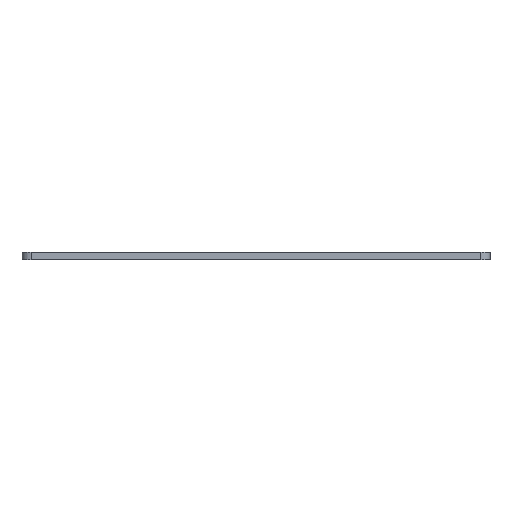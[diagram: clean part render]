
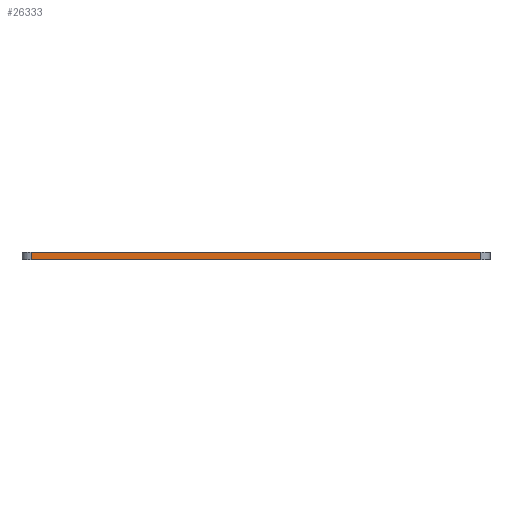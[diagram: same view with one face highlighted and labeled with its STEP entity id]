
A CAD part, left-side view. The second image highlights one B-rep face of the part: STEP entity #26333.
In plain terms, the highlighted planar face has unit normal (-1, 0, 0).
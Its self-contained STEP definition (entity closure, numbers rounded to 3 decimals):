
#55 = CYLINDRICAL_SURFACE('',#56,2.);
#56 = AXIS2_PLACEMENT_3D('',#57,#58,#59);
#57 = CARTESIAN_POINT('',(-47.5,47.5,0.));
#58 = DIRECTION('',(-0.,-0.,-1.));
#59 = DIRECTION('',(1.,0.,-0.));
#83 = PLANE('',#84);
#84 = AXIS2_PLACEMENT_3D('',#85,#86,#87);
#85 = CARTESIAN_POINT('',(0.,0.,1.6));
#86 = DIRECTION('',(-0.,-0.,-1.));
#87 = DIRECTION('',(-1.,0.,0.));
#137 = PLANE('',#138);
#138 = AXIS2_PLACEMENT_3D('',#139,#140,#141);
#139 = CARTESIAN_POINT('',(0.,0.,0.));
#140 = DIRECTION('',(-0.,-0.,-1.));
#141 = DIRECTION('',(-1.,0.,0.));
#154 = VERTEX_POINT('',#155);
#155 = CARTESIAN_POINT('',(-49.5,47.5,1.6));
#181 = EDGE_CURVE('',#182,#154,#184,.T.);
#182 = VERTEX_POINT('',#183);
#183 = CARTESIAN_POINT('',(-49.5,47.5,0.));
#184 = SURFACE_CURVE('',#185,(#189,#196),.PCURVE_S1.);
#185 = LINE('',#186,#187);
#186 = CARTESIAN_POINT('',(-49.5,47.5,0.));
#187 = VECTOR('',#188,1.);
#188 = DIRECTION('',(0.,0.,1.));
#189 = PCURVE('',#55,#190);
#190 = DEFINITIONAL_REPRESENTATION('',(#191),#195);
#191 = LINE('',#192,#193);
#192 = CARTESIAN_POINT('',(-3.142,0.));
#193 = VECTOR('',#194,1.);
#194 = DIRECTION('',(-0.,-1.));
#195 = ( GEOMETRIC_REPRESENTATION_CONTEXT(2) 
PARAMETRIC_REPRESENTATION_CONTEXT() REPRESENTATION_CONTEXT('2D SPACE',''
  ) );
#196 = PCURVE('',#197,#202);
#197 = PLANE('',#198);
#198 = AXIS2_PLACEMENT_3D('',#199,#200,#201);
#199 = CARTESIAN_POINT('',(-49.5,-47.5,0.));
#200 = DIRECTION('',(-1.,0.,0.));
#201 = DIRECTION('',(0.,1.,0.));
#202 = DEFINITIONAL_REPRESENTATION('',(#203),#207);
#203 = LINE('',#204,#205);
#204 = CARTESIAN_POINT('',(95.,0.));
#205 = VECTOR('',#206,1.);
#206 = DIRECTION('',(0.,-1.));
#207 = ( GEOMETRIC_REPRESENTATION_CONTEXT(2) 
PARAMETRIC_REPRESENTATION_CONTEXT() REPRESENTATION_CONTEXT('2D SPACE',''
  ) );
#411 = VERTEX_POINT('',#412);
#412 = CARTESIAN_POINT('',(-49.5,-47.5,0.));
#431 = CYLINDRICAL_SURFACE('',#432,2.);
#432 = AXIS2_PLACEMENT_3D('',#433,#434,#435);
#433 = CARTESIAN_POINT('',(-47.5,-47.5,0.));
#434 = DIRECTION('',(-0.,-0.,-1.));
#435 = DIRECTION('',(1.,0.,-0.));
#443 = EDGE_CURVE('',#411,#182,#444,.T.);
#444 = SURFACE_CURVE('',#445,(#449,#456),.PCURVE_S1.);
#445 = LINE('',#446,#447);
#446 = CARTESIAN_POINT('',(-49.5,-47.5,0.));
#447 = VECTOR('',#448,1.);
#448 = DIRECTION('',(0.,1.,0.));
#449 = PCURVE('',#137,#450);
#450 = DEFINITIONAL_REPRESENTATION('',(#451),#455);
#451 = LINE('',#452,#453);
#452 = CARTESIAN_POINT('',(49.5,-47.5));
#453 = VECTOR('',#454,1.);
#454 = DIRECTION('',(0.,1.));
#455 = ( GEOMETRIC_REPRESENTATION_CONTEXT(2) 
PARAMETRIC_REPRESENTATION_CONTEXT() REPRESENTATION_CONTEXT('2D SPACE',''
  ) );
#456 = PCURVE('',#197,#457);
#457 = DEFINITIONAL_REPRESENTATION('',(#458),#462);
#458 = LINE('',#459,#460);
#459 = CARTESIAN_POINT('',(0.,0.));
#460 = VECTOR('',#461,1.);
#461 = DIRECTION('',(1.,0.));
#462 = ( GEOMETRIC_REPRESENTATION_CONTEXT(2) 
PARAMETRIC_REPRESENTATION_CONTEXT() REPRESENTATION_CONTEXT('2D SPACE',''
  ) );
#14405 = VERTEX_POINT('',#14406);
#14406 = CARTESIAN_POINT('',(-49.5,-47.5,1.6));
#14432 = EDGE_CURVE('',#14405,#154,#14433,.T.);
#14433 = SURFACE_CURVE('',#14434,(#14438,#14445),.PCURVE_S1.);
#14434 = LINE('',#14435,#14436);
#14435 = CARTESIAN_POINT('',(-49.5,-47.5,1.6));
#14436 = VECTOR('',#14437,1.);
#14437 = DIRECTION('',(0.,1.,0.));
#14438 = PCURVE('',#83,#14439);
#14439 = DEFINITIONAL_REPRESENTATION('',(#14440),#14444);
#14440 = LINE('',#14441,#14442);
#14441 = CARTESIAN_POINT('',(49.5,-47.5));
#14442 = VECTOR('',#14443,1.);
#14443 = DIRECTION('',(0.,1.));
#14444 = ( GEOMETRIC_REPRESENTATION_CONTEXT(2) 
PARAMETRIC_REPRESENTATION_CONTEXT() REPRESENTATION_CONTEXT('2D SPACE',''
  ) );
#14445 = PCURVE('',#197,#14446);
#14446 = DEFINITIONAL_REPRESENTATION('',(#14447),#14451);
#14447 = LINE('',#14448,#14449);
#14448 = CARTESIAN_POINT('',(0.,-1.6));
#14449 = VECTOR('',#14450,1.);
#14450 = DIRECTION('',(1.,0.));
#14451 = ( GEOMETRIC_REPRESENTATION_CONTEXT(2) 
PARAMETRIC_REPRESENTATION_CONTEXT() REPRESENTATION_CONTEXT('2D SPACE',''
  ) );
#26333 = ADVANCED_FACE('',(#26334),#197,.T.);
#26334 = FACE_BOUND('',#26335,.T.);
#26335 = EDGE_LOOP('',(#26336,#26357,#26358,#26359));
#26336 = ORIENTED_EDGE('',*,*,#26337,.T.);
#26337 = EDGE_CURVE('',#411,#14405,#26338,.T.);
#26338 = SURFACE_CURVE('',#26339,(#26343,#26350),.PCURVE_S1.);
#26339 = LINE('',#26340,#26341);
#26340 = CARTESIAN_POINT('',(-49.5,-47.5,0.));
#26341 = VECTOR('',#26342,1.);
#26342 = DIRECTION('',(0.,0.,1.));
#26343 = PCURVE('',#197,#26344);
#26344 = DEFINITIONAL_REPRESENTATION('',(#26345),#26349);
#26345 = LINE('',#26346,#26347);
#26346 = CARTESIAN_POINT('',(0.,0.));
#26347 = VECTOR('',#26348,1.);
#26348 = DIRECTION('',(0.,-1.));
#26349 = ( GEOMETRIC_REPRESENTATION_CONTEXT(2) 
PARAMETRIC_REPRESENTATION_CONTEXT() REPRESENTATION_CONTEXT('2D SPACE',''
  ) );
#26350 = PCURVE('',#431,#26351);
#26351 = DEFINITIONAL_REPRESENTATION('',(#26352),#26356);
#26352 = LINE('',#26353,#26354);
#26353 = CARTESIAN_POINT('',(-3.142,0.));
#26354 = VECTOR('',#26355,1.);
#26355 = DIRECTION('',(-0.,-1.));
#26356 = ( GEOMETRIC_REPRESENTATION_CONTEXT(2) 
PARAMETRIC_REPRESENTATION_CONTEXT() REPRESENTATION_CONTEXT('2D SPACE',''
  ) );
#26357 = ORIENTED_EDGE('',*,*,#14432,.T.);
#26358 = ORIENTED_EDGE('',*,*,#181,.F.);
#26359 = ORIENTED_EDGE('',*,*,#443,.F.);
